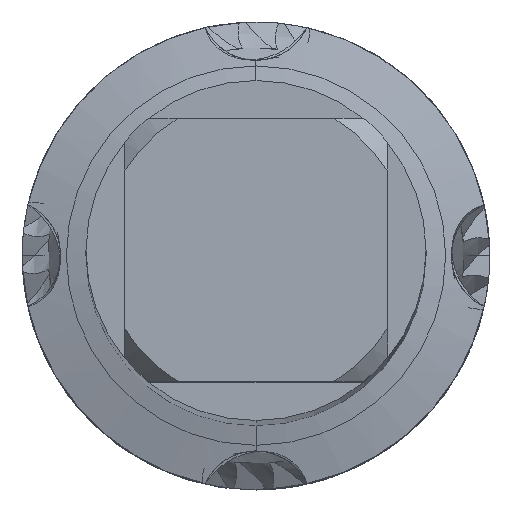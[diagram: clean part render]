
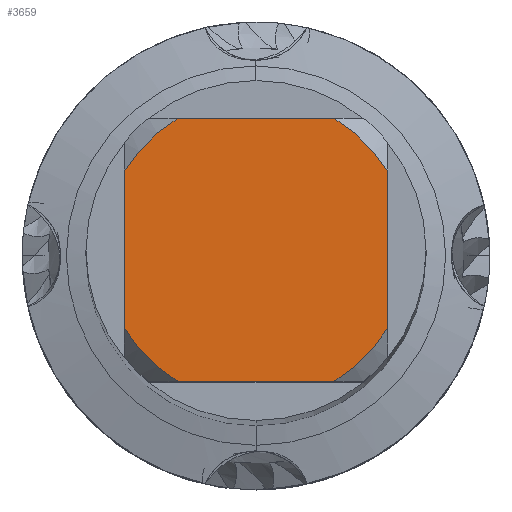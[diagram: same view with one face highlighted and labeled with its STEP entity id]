
A CAD part, top view. The second image highlights one B-rep face of the part: STEP entity #3659.
In plain terms, the highlighted planar face has unit normal (0, 0, 1).
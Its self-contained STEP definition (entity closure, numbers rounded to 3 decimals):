
#1927=EDGE_CURVE('',#2757,#3469,#5662,.T.);
#1993=EDGE_CURVE('',#3223,#3469,#5735,.T.);
#2293=VERTEX_POINT('',#6060);
#2409=VERTEX_POINT('',#6185);
#2757=VERTEX_POINT('',#6561);
#2941=VERTEX_POINT('',#6766);
#3103=EDGE_CURVE('',#2409,#2941,#6944,.T.);
#3223=VERTEX_POINT('',#7076);
#3469=VERTEX_POINT('',#7340);
#3659=ADVANCED_FACE('',(#7545),#7546,.T.);
#3837=EDGE_CURVE('',#2293,#4463,#7742,.T.);
#4147=VERTEX_POINT('',#8076);
#4165=EDGE_CURVE('',#3223,#4147,#8096,.T.);
#4463=VERTEX_POINT('',#8417);
#4945=EDGE_CURVE('',#2757,#4463,#8947,.T.);
#5101=EDGE_CURVE('',#2409,#4147,#9116,.T.);
#5555=EDGE_CURVE('',#2293,#2941,#9610,.T.);
#5662=LINE('',#9719,#9720);
#5735=CIRCLE('',#9854,3.6);
#6060=CARTESIAN_POINT('',(-3.1,1.83,0.0));
#6185=CARTESIAN_POINT('',(1.83,3.1,0.0));
#6561=CARTESIAN_POINT('',(-1.83,-3.1,0.0));
#6766=CARTESIAN_POINT('',(-1.83,3.1,0.0));
#6944=LINE('',#12590,#12591);
#7076=CARTESIAN_POINT('',(3.1,-1.83,0.0));
#7340=CARTESIAN_POINT('',(1.83,-3.1,0.0));
#7545=FACE_OUTER_BOUND('',#14609,.T.);
#7546=PLANE('',#14610);
#7742=LINE('',#15310,#15311);
#8076=CARTESIAN_POINT('',(3.1,1.83,0.0));
#8096=LINE('',#16200,#16201);
#8417=CARTESIAN_POINT('',(-3.1,-1.83,0.0));
#8947=CIRCLE('',#19081,3.6);
#9116=CIRCLE('',#19470,3.6);
#9610=CIRCLE('',#20820,3.6);
#9719=CARTESIAN_POINT('',(0.0,-3.1,0.0));
#9720=VECTOR('',#20997,1.0);
#9854=AXIS2_PLACEMENT_3D('',#21082,#21083,#21084);
#12590=CARTESIAN_POINT('',(0.0,3.1,0.0));
#12591=VECTOR('',#22282,1.0);
#14609=EDGE_LOOP('',(#22810,#22811,#22812,#22813,#22814,#22815,#22816,#22817));
#14610=AXIS2_PLACEMENT_3D('',#22818,#22819,#22820);
#15310=CARTESIAN_POINT('',(-3.1,0.9,0.0));
#15311=VECTOR('',#23125,1.0);
#16200=CARTESIAN_POINT('',(3.1,0.9,0.0));
#16201=VECTOR('',#23445,1.0);
#19081=AXIS2_PLACEMENT_3D('',#24465,#24466,#24467);
#19470=AXIS2_PLACEMENT_3D('',#24663,#24664,#24665);
#20820=AXIS2_PLACEMENT_3D('',#25269,#25270,#25271);
#20997=DIRECTION('',(1.0,0.0,0.0));
#21082=CARTESIAN_POINT('',(0.0,0.0,0.0));
#21083=DIRECTION('',(0.0,0.0,-1.0));
#21084=DIRECTION('',(0.0,1.0,0.0));
#22282=DIRECTION('',(-1.0,0.0,0.0));
#22810=ORIENTED_EDGE('',*,*,#3837,.T.);
#22811=ORIENTED_EDGE('',*,*,#4945,.F.);
#22812=ORIENTED_EDGE('',*,*,#1927,.T.);
#22813=ORIENTED_EDGE('',*,*,#1993,.F.);
#22814=ORIENTED_EDGE('',*,*,#4165,.T.);
#22815=ORIENTED_EDGE('',*,*,#5101,.F.);
#22816=ORIENTED_EDGE('',*,*,#3103,.T.);
#22817=ORIENTED_EDGE('',*,*,#5555,.F.);
#22818=CARTESIAN_POINT('',(0.0,1.8,0.0));
#22819=DIRECTION('',(-0.0,0.0,1.0));
#22820=DIRECTION('',(0.0,-1.0,0.0));
#23125=DIRECTION('',(-0.0,-1.0,0.0));
#23445=DIRECTION('',(-0.0,1.0,0.0));
#24465=CARTESIAN_POINT('',(0.0,0.0,0.0));
#24466=DIRECTION('',(0.0,0.0,-1.0));
#24467=DIRECTION('',(0.0,1.0,0.0));
#24663=CARTESIAN_POINT('',(0.0,0.0,0.0));
#24664=DIRECTION('',(0.0,0.0,-1.0));
#24665=DIRECTION('',(0.0,1.0,0.0));
#25269=CARTESIAN_POINT('',(0.0,0.0,0.0));
#25270=DIRECTION('',(0.0,0.0,-1.0));
#25271=DIRECTION('',(0.0,1.0,0.0));
